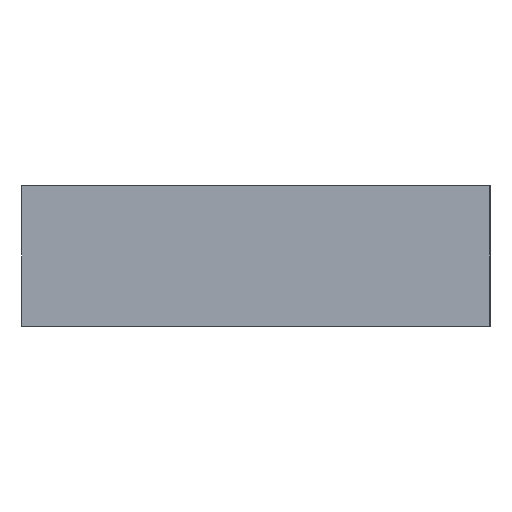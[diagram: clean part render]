
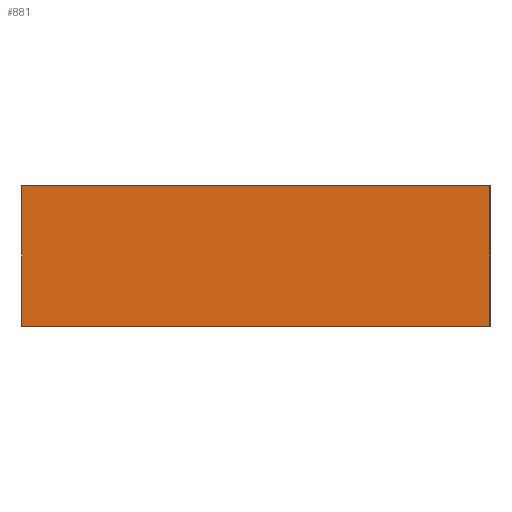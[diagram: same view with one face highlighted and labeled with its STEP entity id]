
A CAD part, left-side view. The second image highlights one B-rep face of the part: STEP entity #881.
In plain terms, the highlighted planar face has unit normal (-1, 0, 0).
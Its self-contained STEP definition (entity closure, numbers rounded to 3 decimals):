
#103 = ORIENTED_EDGE ( 'NONE', *, *, #196, .F. ) ;
#148 = CARTESIAN_POINT ( 'NONE',  ( 0., 100., -15. ) ) ;
#149 = EDGE_CURVE ( 'NONE', #231, #433, #487, .T. ) ;
#151 = CARTESIAN_POINT ( 'NONE',  ( 0., 0., -15. ) ) ;
#182 = DIRECTION ( 'NONE',  ( 0., -1., 0. ) ) ;
#194 = EDGE_CURVE ( 'NONE', #433, #1204, #1056, .T. ) ;
#196 = EDGE_CURVE ( 'NONE', #231, #226, #1206, .T. ) ;
#226 = VERTEX_POINT ( 'NONE', #819 ) ;
#231 = VERTEX_POINT ( 'NONE', #1129 ) ;
#250 = EDGE_LOOP ( 'NONE', ( #1260, #267, #103, #575 ) ) ;
#267 = ORIENTED_EDGE ( 'NONE', *, *, #652, .F. ) ;
#344 = CARTESIAN_POINT ( 'NONE',  ( 0., 0., 15. ) ) ;
#380 = DIRECTION ( 'NONE',  ( 0., 0., -1. ) ) ;
#433 = VERTEX_POINT ( 'NONE', #148 ) ;
#459 = DIRECTION ( 'NONE',  ( 1., 0., 0. ) ) ;
#487 = LINE ( 'NONE', #985, #880 ) ;
#510 = CARTESIAN_POINT ( 'NONE',  ( 0., 0., -15. ) ) ;
#575 = ORIENTED_EDGE ( 'NONE', *, *, #149, .T. ) ;
#631 = AXIS2_PLACEMENT_3D ( 'NONE', #344, #459, #1216 ) ;
#652 = EDGE_CURVE ( 'NONE', #226, #1204, #1258, .T. ) ;
#725 = FACE_OUTER_BOUND ( 'NONE', #250, .T. ) ;
#739 = CARTESIAN_POINT ( 'NONE',  ( 0., 0., 15. ) ) ;
#819 = CARTESIAN_POINT ( 'NONE',  ( 0., 0., 15. ) ) ;
#880 = VECTOR ( 'NONE', #380, 1000. ) ;
#881 = ADVANCED_FACE ( 'NONE', ( #725 ), #1202, .F. ) ;
#985 = CARTESIAN_POINT ( 'NONE',  ( 0., 100., 15. ) ) ;
#1042 = VECTOR ( 'NONE', #182, 1000. ) ;
#1056 = LINE ( 'NONE', #510, #1219 ) ;
#1072 = VECTOR ( 'NONE', #1152, 1000. ) ;
#1129 = CARTESIAN_POINT ( 'NONE',  ( 0., 100., 15. ) ) ;
#1152 = DIRECTION ( 'NONE',  ( 0., 0., -1. ) ) ;
#1202 = PLANE ( 'NONE',  #631 ) ;
#1204 = VERTEX_POINT ( 'NONE', #151 ) ;
#1206 = LINE ( 'NONE', #739, #1042 ) ;
#1216 = DIRECTION ( 'NONE',  ( 0., 0., -1. ) ) ;
#1219 = VECTOR ( 'NONE', #1346, 1000. ) ;
#1258 = LINE ( 'NONE', #1303, #1072 ) ;
#1260 = ORIENTED_EDGE ( 'NONE', *, *, #194, .T. ) ;
#1303 = CARTESIAN_POINT ( 'NONE',  ( 0., 0., 15. ) ) ;
#1346 = DIRECTION ( 'NONE',  ( 0., -1., 0. ) ) ;
